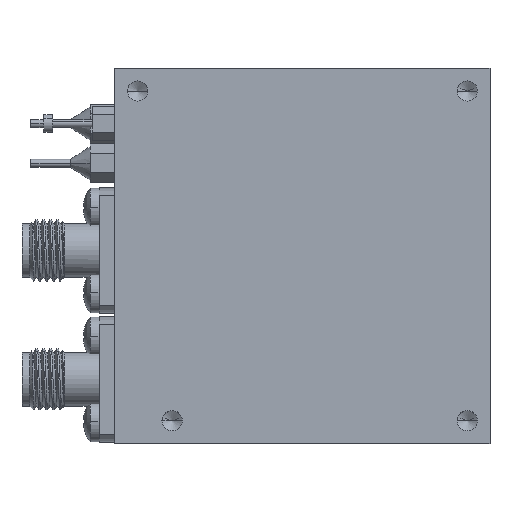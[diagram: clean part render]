
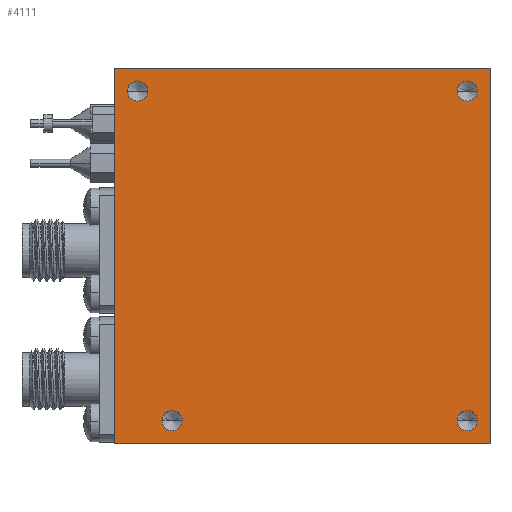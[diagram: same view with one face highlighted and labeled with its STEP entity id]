
A CAD part, top view. The second image highlights one B-rep face of the part: STEP entity #4111.
In plain terms, the highlighted planar face has unit normal (0, 0, 1).
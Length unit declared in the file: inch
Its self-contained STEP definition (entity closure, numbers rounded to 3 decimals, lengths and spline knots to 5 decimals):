
#155 = EDGE_CURVE ( 'NONE', #12036, #1480, #5653, .T. ) ;
#274 = EDGE_LOOP ( 'NONE', ( #2229, #1099 ) ) ;
#290 = DIRECTION ( 'NONE',  ( 0., 0., 1. ) ) ;
#363 = AXIS2_PLACEMENT_3D ( 'NONE', #10227, #3633, #9223 ) ;
#538 = CARTESIAN_POINT ( 'NONE',  ( 0.22835, 0.09055, 0.61811 ) ) ;
#548 = DIRECTION ( 'NONE',  ( -1., 0., 0. ) ) ;
#619 = VERTEX_POINT ( 'NONE', #12030 ) ;
#648 = CARTESIAN_POINT ( 'NONE',  ( 0.0502, 1.40551, 0.61811 ) ) ;
#684 = VECTOR ( 'NONE', #5441, 39.37008 ) ;
#810 = DIRECTION ( 'NONE',  ( 0., 0., 1. ) ) ;
#855 = ORIENTED_EDGE ( 'NONE', *, *, #12409, .T. ) ;
#989 = AXIS2_PLACEMENT_3D ( 'NONE', #8099, #4031, #2606 ) ;
#1087 = FACE_OUTER_BOUND ( 'NONE', #4256, .T. ) ;
#1099 = ORIENTED_EDGE ( 'NONE', *, *, #12237, .F. ) ;
#1140 = CARTESIAN_POINT ( 'NONE',  ( 1.49606, 0., 0.61811 ) ) ;
#1256 = FACE_BOUND ( 'NONE', #274, .T. ) ;
#1306 = VERTEX_POINT ( 'NONE', #10233 ) ;
#1477 = DIRECTION ( 'NONE',  ( 0., 0., 1. ) ) ;
#1480 = VERTEX_POINT ( 'NONE', #648 ) ;
#1676 = AXIS2_PLACEMENT_3D ( 'NONE', #538, #1477, #2599 ) ;
#1703 = AXIS2_PLACEMENT_3D ( 'NONE', #13382, #290, #2421 ) ;
#1755 = CARTESIAN_POINT ( 'NONE',  ( 0.18799, 0.09055, 0.61811 ) ) ;
#1913 = ORIENTED_EDGE ( 'NONE', *, *, #10296, .F. ) ;
#1962 = ORIENTED_EDGE ( 'NONE', *, *, #9941, .F. ) ;
#2126 = DIRECTION ( 'NONE',  ( 0., 0., 1. ) ) ;
#2229 = ORIENTED_EDGE ( 'NONE', *, *, #10688, .F. ) ;
#2317 = CIRCLE ( 'NONE', #5746, 0.04035 ) ;
#2362 = VECTOR ( 'NONE', #8216, 39.37008 ) ;
#2421 = DIRECTION ( 'NONE',  ( 1., 0., 0. ) ) ;
#2563 = LINE ( 'NONE', #12786, #2362 ) ;
#2599 = DIRECTION ( 'NONE',  ( 1., 0., 0. ) ) ;
#2606 = DIRECTION ( 'NONE',  ( 0., -1., 0. ) ) ;
#3008 = DIRECTION ( 'NONE',  ( 1., 0., 0. ) ) ;
#3470 = CIRCLE ( 'NONE', #1676, 0.04035 ) ;
#3633 = DIRECTION ( 'NONE',  ( 0., 0., 1. ) ) ;
#3682 = ORIENTED_EDGE ( 'NONE', *, *, #4226, .F. ) ;
#3858 = EDGE_LOOP ( 'NONE', ( #11710, #12660 ) ) ;
#4031 = DIRECTION ( 'NONE',  ( 0., 0., -1. ) ) ;
#4111 = ADVANCED_FACE ( 'NONE', ( #1087, #10986, #10807, #11008, #1256 ), #10318, .F. ) ;
#4183 = CARTESIAN_POINT ( 'NONE',  ( 1.44587, 1.40551, 0.61811 ) ) ;
#4226 = EDGE_CURVE ( 'NONE', #6768, #4525, #11428, .T. ) ;
#4256 = EDGE_LOOP ( 'NONE', ( #12254, #855, #4442, #10150 ) ) ;
#4327 = CARTESIAN_POINT ( 'NONE',  ( 1.40551, 1.40551, 0.61811 ) ) ;
#4362 = AXIS2_PLACEMENT_3D ( 'NONE', #13528, #7980, #8171 ) ;
#4400 = CARTESIAN_POINT ( 'NONE',  ( 0.09055, 1.40551, 0.61811 ) ) ;
#4442 = ORIENTED_EDGE ( 'NONE', *, *, #10095, .T. ) ;
#4525 = VERTEX_POINT ( 'NONE', #14181 ) ;
#4702 = VERTEX_POINT ( 'NONE', #10625 ) ;
#4726 = EDGE_LOOP ( 'NONE', ( #3682, #11901 ) ) ;
#4758 = VERTEX_POINT ( 'NONE', #10446 ) ;
#5071 = CIRCLE ( 'NONE', #363, 0.04035 ) ;
#5159 = CARTESIAN_POINT ( 'NONE',  ( 1.44587, 0.09055, 0.61811 ) ) ;
#5420 = EDGE_CURVE ( 'NONE', #10728, #1306, #8038, .T. ) ;
#5441 = DIRECTION ( 'NONE',  ( 1., 0., 0. ) ) ;
#5653 = CIRCLE ( 'NONE', #4362, 0.04035 ) ;
#5743 = CIRCLE ( 'NONE', #1703, 0.04035 ) ;
#5746 = AXIS2_PLACEMENT_3D ( 'NONE', #4327, #10500, #13207 ) ;
#5878 = EDGE_CURVE ( 'NONE', #1480, #12036, #13287, .T. ) ;
#6229 = CARTESIAN_POINT ( 'NONE',  ( 0., 0., 0.61811 ) ) ;
#6737 = EDGE_CURVE ( 'NONE', #1306, #4758, #9632, .T. ) ;
#6768 = VERTEX_POINT ( 'NONE', #5159 ) ;
#7423 = CARTESIAN_POINT ( 'NONE',  ( 1.49606, 1.49606, 0.61811 ) ) ;
#7788 = VERTEX_POINT ( 'NONE', #1140 ) ;
#7830 = EDGE_CURVE ( 'NONE', #4525, #6768, #5071, .T. ) ;
#7869 = AXIS2_PLACEMENT_3D ( 'NONE', #4400, #2126, #11013 ) ;
#7980 = DIRECTION ( 'NONE',  ( 0., 0., 1. ) ) ;
#8038 = LINE ( 'NONE', #13557, #8377 ) ;
#8099 = CARTESIAN_POINT ( 'NONE',  ( 0., 0., 0.61811 ) ) ;
#8171 = DIRECTION ( 'NONE',  ( 1., 0., 0. ) ) ;
#8216 = DIRECTION ( 'NONE',  ( 0., 1., 0. ) ) ;
#8377 = VECTOR ( 'NONE', #548, 39.37008 ) ;
#8487 = DIRECTION ( 'NONE',  ( 0., -1., 0. ) ) ;
#8559 = CARTESIAN_POINT ( 'NONE',  ( 0.13091, 1.40551, 0.61811 ) ) ;
#9053 = AXIS2_PLACEMENT_3D ( 'NONE', #14164, #10877, #10786 ) ;
#9223 = DIRECTION ( 'NONE',  ( 1., 0., 0. ) ) ;
#9632 = LINE ( 'NONE', #6229, #13633 ) ;
#9730 = CARTESIAN_POINT ( 'NONE',  ( 0., 0., 0.61811 ) ) ;
#9916 = VERTEX_POINT ( 'NONE', #4183 ) ;
#9941 = EDGE_CURVE ( 'NONE', #4702, #9916, #2317, .T. ) ;
#10095 = EDGE_CURVE ( 'NONE', #7788, #10728, #2563, .T. ) ;
#10150 = ORIENTED_EDGE ( 'NONE', *, *, #5420, .T. ) ;
#10220 = LINE ( 'NONE', #9730, #684 ) ;
#10227 = CARTESIAN_POINT ( 'NONE',  ( 1.40551, 0.09055, 0.61811 ) ) ;
#10233 = CARTESIAN_POINT ( 'NONE',  ( 0., 1.49606, 0.61811 ) ) ;
#10296 = EDGE_CURVE ( 'NONE', #9916, #4702, #12458, .T. ) ;
#10318 = PLANE ( 'NONE',  #989 ) ;
#10355 = EDGE_LOOP ( 'NONE', ( #1913, #1962 ) ) ;
#10446 = CARTESIAN_POINT ( 'NONE',  ( 0., 0., 0.61811 ) ) ;
#10500 = DIRECTION ( 'NONE',  ( 0., 0., 1. ) ) ;
#10625 = CARTESIAN_POINT ( 'NONE',  ( 1.36516, 1.40551, 0.61811 ) ) ;
#10643 = VERTEX_POINT ( 'NONE', #1755 ) ;
#10688 = EDGE_CURVE ( 'NONE', #619, #10643, #3470, .T. ) ;
#10728 = VERTEX_POINT ( 'NONE', #7423 ) ;
#10786 = DIRECTION ( 'NONE',  ( 1., 0., 0. ) ) ;
#10807 = FACE_BOUND ( 'NONE', #10355, .T. ) ;
#10877 = DIRECTION ( 'NONE',  ( 0., 0., 1. ) ) ;
#10986 = FACE_BOUND ( 'NONE', #3858, .T. ) ;
#11008 = FACE_BOUND ( 'NONE', #4726, .T. ) ;
#11013 = DIRECTION ( 'NONE',  ( 1., 0., 0. ) ) ;
#11428 = CIRCLE ( 'NONE', #11971, 0.04035 ) ;
#11710 = ORIENTED_EDGE ( 'NONE', *, *, #155, .F. ) ;
#11901 = ORIENTED_EDGE ( 'NONE', *, *, #7830, .F. ) ;
#11971 = AXIS2_PLACEMENT_3D ( 'NONE', #13944, #810, #3008 ) ;
#12030 = CARTESIAN_POINT ( 'NONE',  ( 0.2687, 0.09055, 0.61811 ) ) ;
#12036 = VERTEX_POINT ( 'NONE', #8559 ) ;
#12237 = EDGE_CURVE ( 'NONE', #10643, #619, #5743, .T. ) ;
#12254 = ORIENTED_EDGE ( 'NONE', *, *, #6737, .T. ) ;
#12409 = EDGE_CURVE ( 'NONE', #4758, #7788, #10220, .T. ) ;
#12458 = CIRCLE ( 'NONE', #9053, 0.04035 ) ;
#12660 = ORIENTED_EDGE ( 'NONE', *, *, #5878, .F. ) ;
#12786 = CARTESIAN_POINT ( 'NONE',  ( 1.49606, 0., 0.61811 ) ) ;
#13207 = DIRECTION ( 'NONE',  ( 1., 0., 0. ) ) ;
#13287 = CIRCLE ( 'NONE', #7869, 0.04035 ) ;
#13382 = CARTESIAN_POINT ( 'NONE',  ( 0.22835, 0.09055, 0.61811 ) ) ;
#13528 = CARTESIAN_POINT ( 'NONE',  ( 0.09055, 1.40551, 0.61811 ) ) ;
#13557 = CARTESIAN_POINT ( 'NONE',  ( 0., 1.49606, 0.61811 ) ) ;
#13633 = VECTOR ( 'NONE', #8487, 39.37008 ) ;
#13944 = CARTESIAN_POINT ( 'NONE',  ( 1.40551, 0.09055, 0.61811 ) ) ;
#14164 = CARTESIAN_POINT ( 'NONE',  ( 1.40551, 1.40551, 0.61811 ) ) ;
#14181 = CARTESIAN_POINT ( 'NONE',  ( 1.36516, 0.09055, 0.61811 ) ) ;
